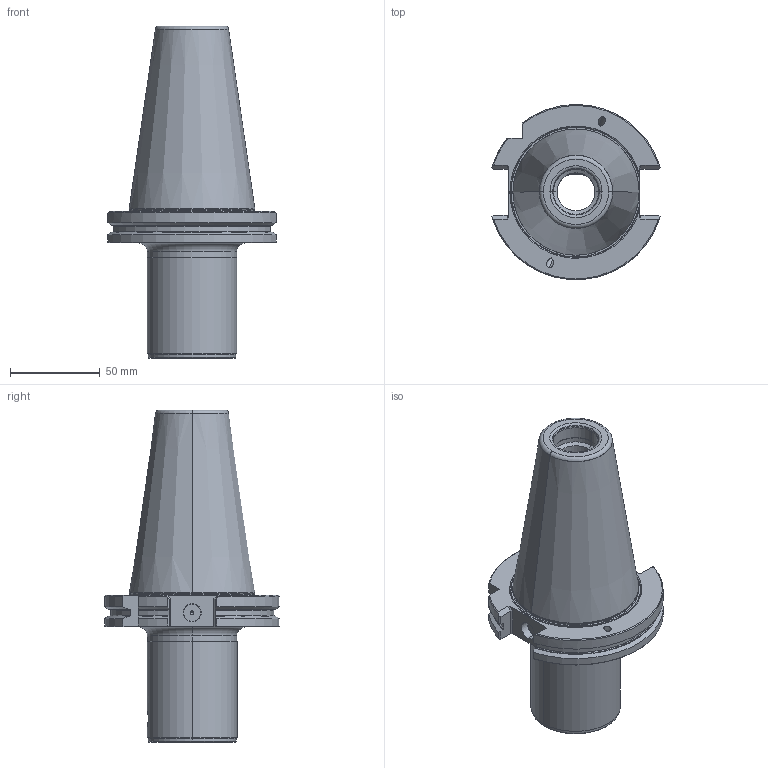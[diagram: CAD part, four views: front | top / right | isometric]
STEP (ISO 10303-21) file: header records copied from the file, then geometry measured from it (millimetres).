
FILE_DESCRIPTION(('no description'),'unknown implementation level');
FILE_NAME('E44249D4-1715-4C3B-9543-898527730936_export.stp',' ',('CIMSOURCE GmbH'),('CADClick - KiM GmbH - www.kimweb.de'),'unknown preprocess','ACIS','unknown authorization');
FILE_SCHEMA(('automotive_design'));
Length unit declared in the file: millimetre
Products named in the file (2): 323.868 Kaiser SK50B VBD X CKS5 X 100B|690.435 Kaiser ETL M10 X 14 CK5_Standard;NONE; 323.868 Kaiser SK50B VBD X CKS5 X 100B|323.868 Kaiser SK50B VBD X CKS5 X 100B_Standard;NONE
Bounding box: 93.52 x 97.27 x 184.6 mm (x, y, z)
Volume: 414044.1 mm3; surface area: 61488.8 mm2
Topology: 2 solids, 2 shells, 230 faces, 559 edges, 338 vertices
Faces by surface type: plane 71, cylinder 69, cone 66, torus 24
Entity records: 13503 total; most frequent: CARTESIAN_POINT 1806, DIRECTION 1148, STYLED_ITEM 1123, PRESENTATION_STYLE_ASSIGNMENT 1123, COLOUR_RGB 1123, ORIENTED_EDGE 1106, EDGE_CURVE 553, CURVE_STYLE 553
